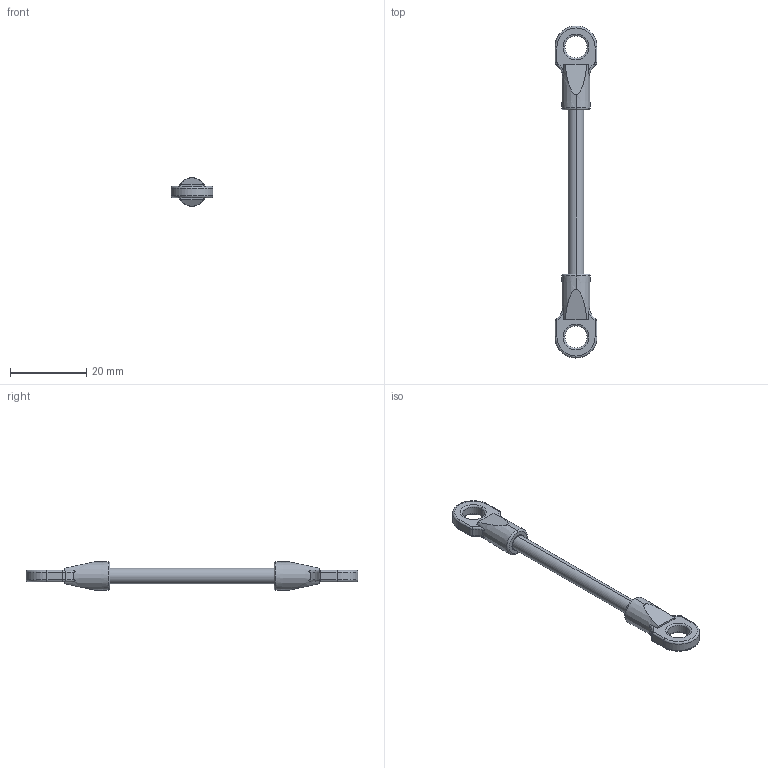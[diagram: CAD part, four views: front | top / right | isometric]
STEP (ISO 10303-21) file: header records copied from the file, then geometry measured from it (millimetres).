
FILE_DESCRIPTION (( 'STEP AP214' ), '1' );
FILE_NAME ('SphereJointHolderLink.STEP', '2025-09-26T07:09:05', ( 'Windows User' ), ( '' ), 'SwSTEP 2.0', 'SolidWorks 2023', '' );
FILE_SCHEMA (( 'AUTOMOTIVE_DESIGN' ));
Length unit declared in the file: millimetre
Products named in the file (1): SphereJointHolderLink
Bounding box: 11 x 87 x 7.48 mm (x, y, z)
Volume: 1893.9 mm3; surface area: 1694 mm2
Topology: 1 solids, 1 shells, 83 faces, 196 edges, 114 vertices
Faces by surface type: torus 30, cylinder 26, plane 19, cone 4, sphere 4
Entity records: 3462 total; most frequent: CARTESIAN_POINT 606, DIRECTION 448, ORIENTED_EDGE 384, AXIS2_PLACEMENT_3D 200, EDGE_CURVE 192, CIRCLE 116, VERTEX_POINT 114, EDGE_LOOP 90
